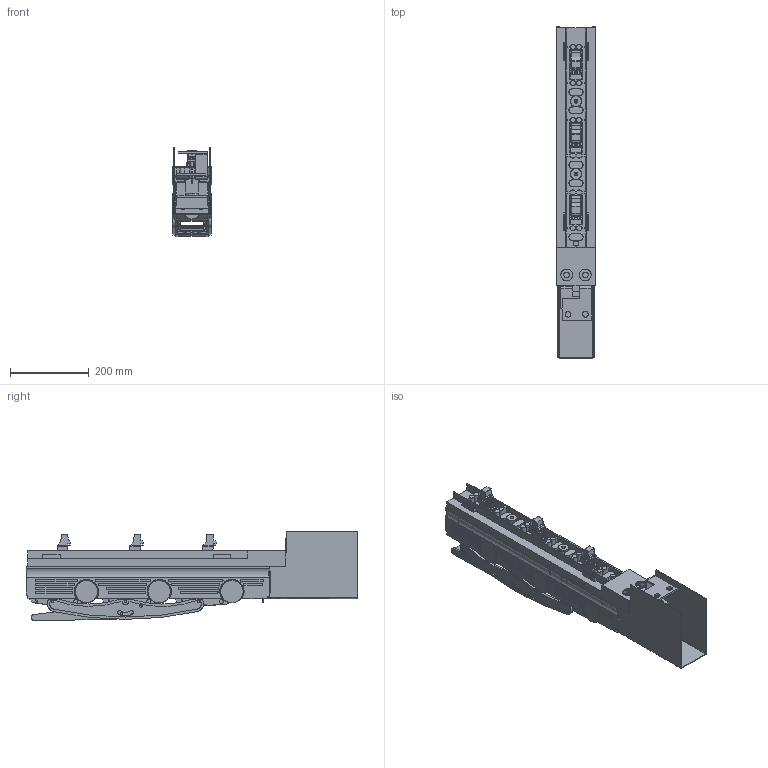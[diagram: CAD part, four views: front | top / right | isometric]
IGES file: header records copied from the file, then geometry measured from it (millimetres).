
Start section: SolidWorks IGES file using analytic representation for surfaces
Global section: file name: IL_503.IGS; native system: SolidWorks 2007; preprocessor: SolidWorks 2007; author: Gordon; date: 100109.142622; units: millimetre
Bounding box: 97.5 x 844 x 228.69 mm (x, y, z)
Surface area: 1596196.3 mm2 (no closed solid volume)
Topology: 0 solids, 0 shells, 2425 faces, 21071 edges, 21065 vertices
Faces by surface type: bspline 1758, revolution 667
